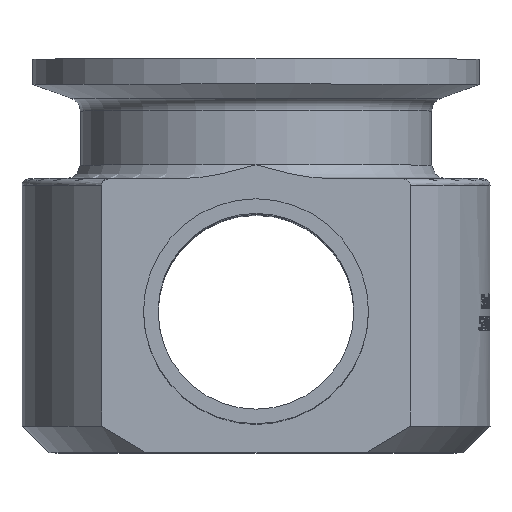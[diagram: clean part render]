
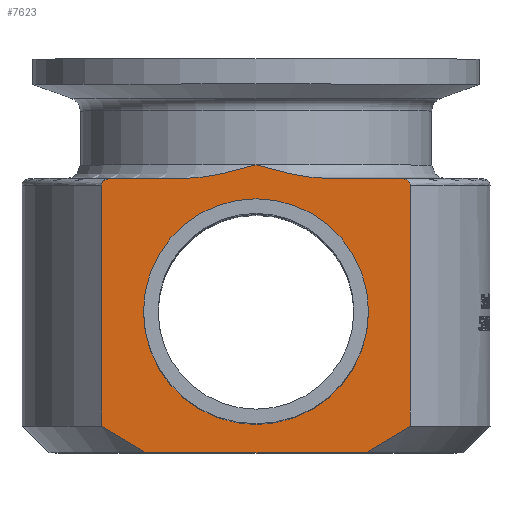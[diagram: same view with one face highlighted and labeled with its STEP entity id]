
A CAD part, top view. The second image highlights one B-rep face of the part: STEP entity #7623.
In plain terms, the highlighted planar face has unit normal (0, 0, 1).
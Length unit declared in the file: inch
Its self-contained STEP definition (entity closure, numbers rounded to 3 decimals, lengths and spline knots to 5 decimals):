
#30=(
BOUNDED_CURVE()
B_SPLINE_CURVE(2,(#16269,#16270,#16271),.UNSPECIFIED.,.F.,.F.)
B_SPLINE_CURVE_WITH_KNOTS((3,3),(0.,0.58337),.UNSPECIFIED.)
CURVE()
GEOMETRIC_REPRESENTATION_ITEM()
RATIONAL_B_SPLINE_CURVE((1.,1.005,1.))
REPRESENTATION_ITEM('')
);
#31=(
BOUNDED_CURVE()
B_SPLINE_CURVE(2,(#16275,#16276,#16277),.UNSPECIFIED.,.F.,.F.)
B_SPLINE_CURVE_WITH_KNOTS((3,3),(0.,0.58337),.UNSPECIFIED.)
CURVE()
GEOMETRIC_REPRESENTATION_ITEM()
RATIONAL_B_SPLINE_CURVE((1.,1.005,1.))
REPRESENTATION_ITEM('')
);
#154=FACE_BOUND('',#1406,.T.);
#365=PLANE('',#8153);
#939=FACE_OUTER_BOUND('',#1405,.T.);
#1405=EDGE_LOOP('',(#7099,#7100,#7101,#7102,#7103,#7104,#7105,#7106,#7107,
#7108,#7109));
#1406=EDGE_LOOP('',(#7110));
#1627=CIRCLE('',#8154,0.5);
#2133=LINE('',#16198,#2637);
#2138=LINE('',#16281,#2642);
#2139=LINE('',#16332,#2643);
#2140=LINE('',#16334,#2644);
#2141=LINE('',#16437,#2645);
#2637=VECTOR('',#9620,1.071);
#2642=VECTOR('',#9665,1.071);
#2643=VECTOR('',#9692,0.32775);
#2644=VECTOR('',#9695,0.32775);
#2645=VECTOR('',#9710,0.97845);
#2982=B_SPLINE_CURVE_WITH_KNOTS('',3,(#16286,#16287,#16288,#16289,#16290,
#16291,#16292,#16293,#16294,#16295),.UNSPECIFIED.,.F.,.F.,(4,2,2,2,4),(0.,
0.02446,0.05507,0.095,0.14548),
 .UNSPECIFIED.);
#2983=B_SPLINE_CURVE_WITH_KNOTS('',3,(#16300,#16301,#16302,#16303,#16304,
#16305,#16306,#16307,#16308,#16309),.UNSPECIFIED.,.F.,.F.,(4,2,2,2,4),(-0.14548,
-0.095,-0.05507,-0.02446,0.),
 .UNSPECIFIED.);
#2984=B_SPLINE_CURVE_WITH_KNOTS('',3,(#16314,#16315,#16316,#16317,#16318,
#16319),.UNSPECIFIED.,.F.,.F.,(4,2,4),(1.53842,1.88841,
2.29811),.UNSPECIFIED.);
#2985=B_SPLINE_CURVE_WITH_KNOTS('',3,(#16324,#16325,#16326,#16327,#16328,
#16329),.UNSPECIFIED.,.F.,.F.,(4,2,4),(0.,0.4097,0.75969),
 .UNSPECIFIED.);
#3708=VERTEX_POINT('',#16195);
#3709=VERTEX_POINT('',#16197);
#3724=VERTEX_POINT('',#16266);
#3725=VERTEX_POINT('',#16268);
#3726=VERTEX_POINT('',#16274);
#3727=VERTEX_POINT('',#16280);
#3728=VERTEX_POINT('',#16285);
#3729=VERTEX_POINT('',#16298);
#3730=VERTEX_POINT('',#16311);
#3731=VERTEX_POINT('',#16313);
#3732=VERTEX_POINT('',#16323);
#3738=VERTEX_POINT('',#16438);
#4825=EDGE_CURVE('',#3708,#3709,#2133,.T.);
#4843=EDGE_CURVE('',#3724,#3725,#30,.T.);
#4845=EDGE_CURVE('',#3709,#3726,#31,.T.);
#4847=EDGE_CURVE('',#3725,#3727,#2138,.T.);
#4849=EDGE_CURVE('',#3727,#3728,#2982,.T.);
#4852=EDGE_CURVE('',#3729,#3708,#2983,.T.);
#4854=EDGE_CURVE('',#3730,#3731,#2984,.T.);
#4857=EDGE_CURVE('',#3731,#3732,#2985,.T.);
#4859=EDGE_CURVE('',#3732,#3729,#2139,.T.);
#4860=EDGE_CURVE('',#3728,#3730,#2140,.T.);
#4868=EDGE_CURVE('',#3726,#3724,#2141,.T.);
#4869=EDGE_CURVE('',#3738,#3738,#1627,.T.);
#7099=ORIENTED_EDGE('',*,*,#4845,.F.);
#7100=ORIENTED_EDGE('',*,*,#4825,.F.);
#7101=ORIENTED_EDGE('',*,*,#4852,.F.);
#7102=ORIENTED_EDGE('',*,*,#4859,.F.);
#7103=ORIENTED_EDGE('',*,*,#4857,.F.);
#7104=ORIENTED_EDGE('',*,*,#4854,.F.);
#7105=ORIENTED_EDGE('',*,*,#4860,.F.);
#7106=ORIENTED_EDGE('',*,*,#4849,.F.);
#7107=ORIENTED_EDGE('',*,*,#4847,.F.);
#7108=ORIENTED_EDGE('',*,*,#4843,.F.);
#7109=ORIENTED_EDGE('',*,*,#4868,.F.);
#7110=ORIENTED_EDGE('',*,*,#4869,.F.);
#7623=ADVANCED_FACE('',(#939,#154),#365,.F.);
#8153=AXIS2_PLACEMENT_3D('',#16436,#9708,#9709);
#8154=AXIS2_PLACEMENT_3D('',#16439,#9711,#9712);
#9620=DIRECTION('',(0.,-1.,0.));
#9665=DIRECTION('',(0.,1.,0.));
#9692=DIRECTION('',(1.,0.,0.));
#9695=DIRECTION('',(1.,0.,0.));
#9708=DIRECTION('center_axis',(0.,0.,-1.));
#9709=DIRECTION('ref_axis',(1.,0.,0.));
#9710=DIRECTION('',(-1.,0.,0.));
#9711=DIRECTION('center_axis',(0.,0.,1.));
#9712=DIRECTION('ref_axis',(0.,1.,0.));
#16195=CARTESIAN_POINT('',(0.68619,-0.561,0.7815));
#16197=CARTESIAN_POINT('',(0.68619,-1.632,0.7815));
#16198=CARTESIAN_POINT('',(0.68619,-1.1405,0.7815));
#16266=CARTESIAN_POINT('',(-0.48923,-1.75,0.7815));
#16268=CARTESIAN_POINT('',(-0.68619,-1.632,0.7815));
#16269=CARTESIAN_POINT('Ctrl Pts',(-0.48923,-1.75,0.7815));
#16270=CARTESIAN_POINT('Ctrl Pts',(-0.58179,-1.70089,
0.7815));
#16271=CARTESIAN_POINT('Ctrl Pts',(-0.68619,-1.632,0.7815));
#16274=CARTESIAN_POINT('',(0.48923,-1.75,0.7815));
#16275=CARTESIAN_POINT('Ctrl Pts',(0.68619,-1.632,0.7815));
#16276=CARTESIAN_POINT('Ctrl Pts',(0.58179,-1.70089,
0.7815));
#16277=CARTESIAN_POINT('Ctrl Pts',(0.48923,-1.75,0.7815));
#16280=CARTESIAN_POINT('',(-0.68619,-0.561,0.7815));
#16281=CARTESIAN_POINT('',(-0.68619,-1.1405,0.7815));
#16285=CARTESIAN_POINT('',(-0.63981,-0.531,0.7815));
#16286=CARTESIAN_POINT('Ctrl Pts',(-0.68619,-0.561,0.7815));
#16287=CARTESIAN_POINT('Ctrl Pts',(-0.68619,-0.55779,
0.7815));
#16288=CARTESIAN_POINT('Ctrl Pts',(-0.6852,-0.55407,
0.7815));
#16289=CARTESIAN_POINT('Ctrl Pts',(-0.68184,-0.54766,
0.7815));
#16290=CARTESIAN_POINT('Ctrl Pts',(-0.67859,-0.54411,
0.7815));
#16291=CARTESIAN_POINT('Ctrl Pts',(-0.67127,-0.53844,
0.7815));
#16292=CARTESIAN_POINT('Ctrl Pts',(-0.66561,-0.53571,
0.7815));
#16293=CARTESIAN_POINT('Ctrl Pts',(-0.65431,-0.5321,
0.7815));
#16294=CARTESIAN_POINT('Ctrl Pts',(-0.64643,-0.531,0.7815));
#16295=CARTESIAN_POINT('Ctrl Pts',(-0.63981,-0.531,0.7815));
#16298=CARTESIAN_POINT('',(0.63981,-0.531,0.7815));
#16300=CARTESIAN_POINT('Ctrl Pts',(0.63981,-0.531,0.7815));
#16301=CARTESIAN_POINT('Ctrl Pts',(0.64643,-0.531,0.7815));
#16302=CARTESIAN_POINT('Ctrl Pts',(0.65431,-0.5321,
0.7815));
#16303=CARTESIAN_POINT('Ctrl Pts',(0.66561,-0.53571,
0.7815));
#16304=CARTESIAN_POINT('Ctrl Pts',(0.67127,-0.53844,
0.7815));
#16305=CARTESIAN_POINT('Ctrl Pts',(0.67859,-0.54411,
0.7815));
#16306=CARTESIAN_POINT('Ctrl Pts',(0.68184,-0.54766,
0.7815));
#16307=CARTESIAN_POINT('Ctrl Pts',(0.6852,-0.55407,
0.7815));
#16308=CARTESIAN_POINT('Ctrl Pts',(0.68619,-0.55779,
0.7815));
#16309=CARTESIAN_POINT('Ctrl Pts',(0.68619,-0.561,0.7815));
#16311=CARTESIAN_POINT('',(-0.31206,-0.531,0.7815));
#16313=CARTESIAN_POINT('',(0.,-0.471,0.7815));
#16314=CARTESIAN_POINT('Ctrl Pts',(-0.31206,-0.531,0.7815));
#16315=CARTESIAN_POINT('Ctrl Pts',(-0.26613,-0.531,0.7815));
#16316=CARTESIAN_POINT('Ctrl Pts',(-0.21162,-0.5228,
0.7815));
#16317=CARTESIAN_POINT('Ctrl Pts',(-0.11403,-0.50245,
0.7815));
#16318=CARTESIAN_POINT('Ctrl Pts',(-0.05181,-0.48536,
0.7815));
#16319=CARTESIAN_POINT('Ctrl Pts',(0.,-0.471,0.7815));
#16323=CARTESIAN_POINT('',(0.31206,-0.531,0.7815));
#16324=CARTESIAN_POINT('Ctrl Pts',(0.,-0.471,0.7815));
#16325=CARTESIAN_POINT('Ctrl Pts',(0.05181,-0.48536,
0.7815));
#16326=CARTESIAN_POINT('Ctrl Pts',(0.11403,-0.50245,
0.7815));
#16327=CARTESIAN_POINT('Ctrl Pts',(0.21162,-0.5228,
0.7815));
#16328=CARTESIAN_POINT('Ctrl Pts',(0.26613,-0.531,0.7815));
#16329=CARTESIAN_POINT('Ctrl Pts',(0.31206,-0.531,0.7815));
#16332=CARTESIAN_POINT('',(0.,-0.531,0.7815));
#16334=CARTESIAN_POINT('',(0.,-0.531,0.7815));
#16436=CARTESIAN_POINT('Origin',(0.,-1.1105,0.7815));
#16437=CARTESIAN_POINT('',(0.,-1.75,0.7815));
#16438=CARTESIAN_POINT('',(0.,-1.625,0.7815));
#16439=CARTESIAN_POINT('Origin',(0.,-1.125,0.7815));
